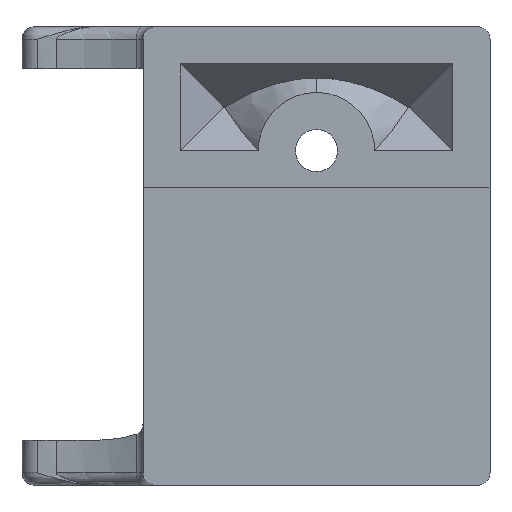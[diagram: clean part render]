
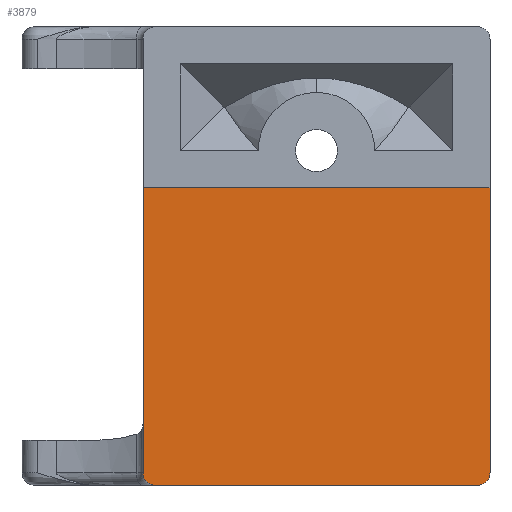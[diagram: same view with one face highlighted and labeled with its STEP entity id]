
A CAD part, front view. The second image highlights one B-rep face of the part: STEP entity #3879.
In plain terms, the highlighted planar face has unit normal (0, -1, 0).
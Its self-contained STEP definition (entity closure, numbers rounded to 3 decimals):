
#109 = DIRECTION ( 'NONE',  ( -1., 0., 0. ) ) ;
#121 = DIRECTION ( 'NONE',  ( -1., 0., 0. ) ) ;
#175 = CIRCLE ( 'NONE', #706, 1. ) ;
#231 = ORIENTED_EDGE ( 'NONE', *, *, #1306, .T. ) ;
#242 = AXIS2_PLACEMENT_3D ( 'NONE', #1906, #2485, #2831 ) ;
#249 = VERTEX_POINT ( 'NONE', #3450 ) ;
#307 = VERTEX_POINT ( 'NONE', #1002 ) ;
#479 = VERTEX_POINT ( 'NONE', #1451 ) ;
#492 = CARTESIAN_POINT ( 'NONE',  ( 27., 4., -36. ) ) ;
#499 = DIRECTION ( 'NONE',  ( 0., 0., 1. ) ) ;
#607 = VECTOR ( 'NONE', #3125, 1000. ) ;
#646 = CARTESIAN_POINT ( 'NONE',  ( 0., 4., -36. ) ) ;
#706 = AXIS2_PLACEMENT_3D ( 'NONE', #492, #3714, #4029 ) ;
#736 = EDGE_CURVE ( 'NONE', #307, #479, #3874, .T. ) ;
#858 = VERTEX_POINT ( 'NONE', #2446 ) ;
#874 = CARTESIAN_POINT ( 'NONE',  ( 28., 4., -13. ) ) ;
#967 = EDGE_CURVE ( 'NONE', #479, #3504, #1541, .T. ) ;
#980 = CARTESIAN_POINT ( 'NONE',  ( 0., 4., -13. ) ) ;
#1002 = CARTESIAN_POINT ( 'NONE',  ( 28., 4., -13. ) ) ;
#1052 = LINE ( 'NONE', #2314, #2589 ) ;
#1125 = FACE_OUTER_BOUND ( 'NONE', #1452, .T. ) ;
#1177 = EDGE_CURVE ( 'NONE', #2682, #858, #175, .T. ) ;
#1306 = EDGE_CURVE ( 'NONE', #3504, #249, #2237, .T. ) ;
#1391 = VECTOR ( 'NONE', #1935, 1000. ) ;
#1451 = CARTESIAN_POINT ( 'NONE',  ( 0., 4., -13. ) ) ;
#1452 = EDGE_LOOP ( 'NONE', ( #3389, #231, #2300, #3662, #3812, #2025 ) ) ;
#1541 = LINE ( 'NONE', #980, #1391 ) ;
#1747 = PLANE ( 'NONE',  #3044 ) ;
#1805 = LINE ( 'NONE', #3756, #607 ) ;
#1906 = CARTESIAN_POINT ( 'NONE',  ( 1., 4., -36. ) ) ;
#1935 = DIRECTION ( 'NONE',  ( 0., 0., -1. ) ) ;
#1965 = VECTOR ( 'NONE', #121, 1000. ) ;
#2025 = ORIENTED_EDGE ( 'NONE', *, *, #736, .T. ) ;
#2197 = CARTESIAN_POINT ( 'NONE',  ( 27., 4., -37. ) ) ;
#2237 = CIRCLE ( 'NONE', #242, 1. ) ;
#2300 = ORIENTED_EDGE ( 'NONE', *, *, #2484, .F. ) ;
#2314 = CARTESIAN_POINT ( 'NONE',  ( 28., 4., -37. ) ) ;
#2446 = CARTESIAN_POINT ( 'NONE',  ( 28., 4., -36. ) ) ;
#2484 = EDGE_CURVE ( 'NONE', #2682, #249, #1052, .T. ) ;
#2485 = DIRECTION ( 'NONE',  ( 0., -1., 0. ) ) ;
#2589 = VECTOR ( 'NONE', #109, 1000. ) ;
#2593 = CARTESIAN_POINT ( 'NONE',  ( 28., 4., -13. ) ) ;
#2679 = EDGE_CURVE ( 'NONE', #307, #858, #1805, .T. ) ;
#2682 = VERTEX_POINT ( 'NONE', #2197 ) ;
#2735 = DIRECTION ( 'NONE',  ( 0., 1., 0. ) ) ;
#2831 = DIRECTION ( 'NONE',  ( 0., 0., 1. ) ) ;
#3044 = AXIS2_PLACEMENT_3D ( 'NONE', #874, #2735, #499 ) ;
#3125 = DIRECTION ( 'NONE',  ( 0., 0., -1. ) ) ;
#3389 = ORIENTED_EDGE ( 'NONE', *, *, #967, .T. ) ;
#3450 = CARTESIAN_POINT ( 'NONE',  ( 1., 4., -37. ) ) ;
#3504 = VERTEX_POINT ( 'NONE', #646 ) ;
#3662 = ORIENTED_EDGE ( 'NONE', *, *, #1177, .T. ) ;
#3714 = DIRECTION ( 'NONE',  ( 0., -1., 0. ) ) ;
#3756 = CARTESIAN_POINT ( 'NONE',  ( 28., 4., -13. ) ) ;
#3812 = ORIENTED_EDGE ( 'NONE', *, *, #2679, .F. ) ;
#3874 = LINE ( 'NONE', #2593, #1965 ) ;
#3879 = ADVANCED_FACE ( 'NONE', ( #1125 ), #1747, .F. ) ;
#4029 = DIRECTION ( 'NONE',  ( 0., 0., 1. ) ) ;
